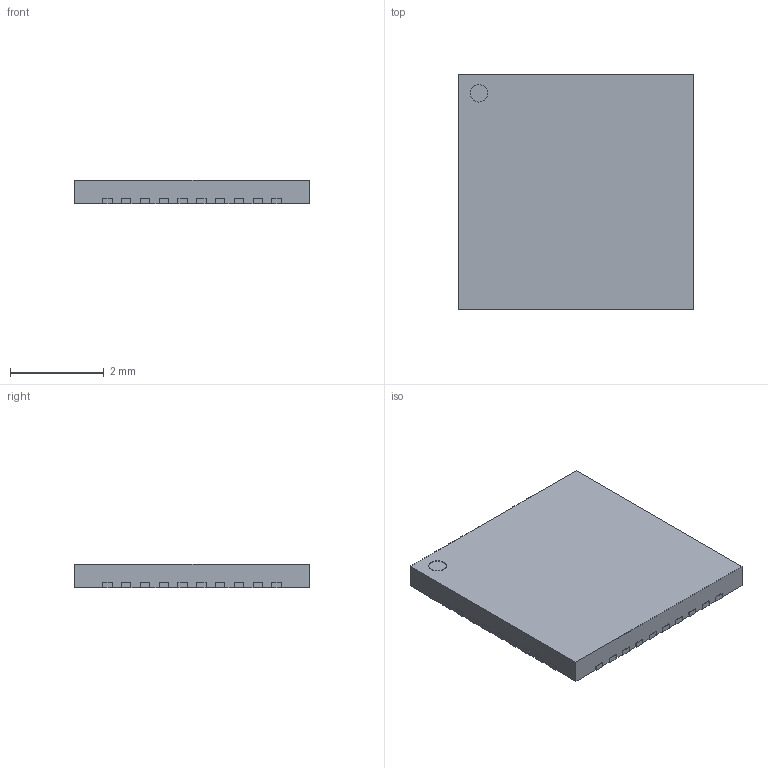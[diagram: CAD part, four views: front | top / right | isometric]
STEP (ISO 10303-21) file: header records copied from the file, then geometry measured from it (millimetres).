
FILE_DESCRIPTION (( 'STEP AP214' ), '1' );
FILE_NAME ('Part1.STEP', '2019-10-21T04:06:50', ( '' ), ( '' ), 'SwSTEP 2.0', 'SolidWorks 2016', '' );
FILE_SCHEMA (( 'AUTOMOTIVE_DESIGN' ));
Length unit declared in the file: millimetre
Products named in the file (1): Part1
Bounding box: 5.02 x 5.02 x 0.51 mm (x, y, z)
Volume: 12.7 mm3; surface area: 60.9 mm2
Topology: 1 solids, 1 shells, 255 faces, 753 edges, 502 vertices
Faces by surface type: plane 253, cylinder 2
Entity records: 11137 total; most frequent: CARTESIAN_POINT 1511, ORIENTED_EDGE 1506, DIRECTION 1269, EDGE_CURVE 753, LINE 749, VECTOR 749, VERTEX_POINT 502, AXIS2_PLACEMENT_3D 260
